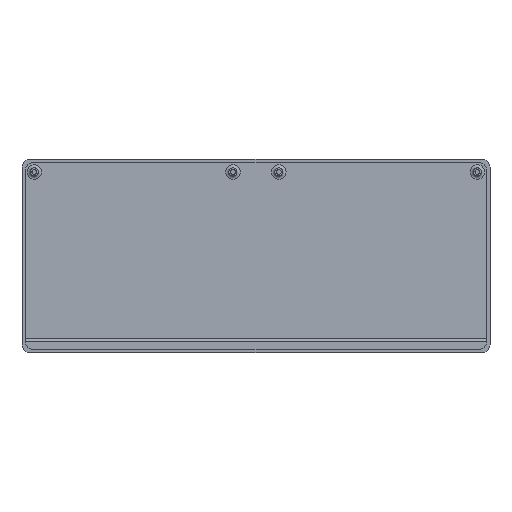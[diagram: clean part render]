
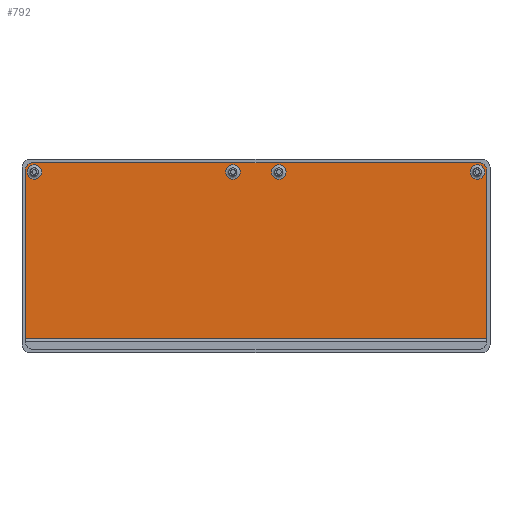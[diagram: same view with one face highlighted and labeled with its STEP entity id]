
A CAD part, top view. The second image highlights one B-rep face of the part: STEP entity #792.
In plain terms, the highlighted planar face has unit normal (0, 0, 1).
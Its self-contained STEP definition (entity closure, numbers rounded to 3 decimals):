
#19=FACE_BOUND('',#104,.T.);
#20=FACE_BOUND('',#105,.T.);
#21=FACE_BOUND('',#106,.T.);
#22=FACE_BOUND('',#107,.T.);
#29=PLANE('',#857);
#54=FACE_OUTER_BOUND('',#103,.T.);
#103=EDGE_LOOP('',(#540,#541,#542,#543,#544,#545,#546,#547,#548,#549));
#104=EDGE_LOOP('',(#550));
#105=EDGE_LOOP('',(#551));
#106=EDGE_LOOP('',(#552));
#107=EDGE_LOOP('',(#553));
#163=CIRCLE('',#858,4.75);
#164=CIRCLE('',#859,4.75);
#165=CIRCLE('',#860,4.5);
#166=CIRCLE('',#861,4.5);
#167=CIRCLE('',#862,4.5);
#168=CIRCLE('',#863,4.5);
#215=LINE('',#1232,#278);
#217=LINE('',#1240,#280);
#218=LINE('',#1242,#281);
#219=LINE('',#1244,#282);
#220=LINE('',#1248,#283);
#221=LINE('',#1250,#284);
#222=LINE('',#1252,#285);
#223=LINE('',#1255,#286);
#278=VECTOR('',#961,10.);
#280=VECTOR('',#969,10.);
#281=VECTOR('',#970,10.);
#282=VECTOR('',#971,10.);
#283=VECTOR('',#974,10.);
#284=VECTOR('',#975,10.);
#285=VECTOR('',#976,10.);
#286=VECTOR('',#979,10.);
#341=VERTEX_POINT('',#1230);
#342=VERTEX_POINT('',#1231);
#345=VERTEX_POINT('',#1239);
#346=VERTEX_POINT('',#1241);
#347=VERTEX_POINT('',#1243);
#348=VERTEX_POINT('',#1245);
#349=VERTEX_POINT('',#1247);
#350=VERTEX_POINT('',#1249);
#351=VERTEX_POINT('',#1251);
#352=VERTEX_POINT('',#1253);
#353=VERTEX_POINT('',#1256);
#354=VERTEX_POINT('',#1258);
#355=VERTEX_POINT('',#1260);
#356=VERTEX_POINT('',#1262);
#419=EDGE_CURVE('',#341,#342,#215,.T.);
#423=EDGE_CURVE('',#345,#341,#217,.T.);
#424=EDGE_CURVE('',#346,#345,#218,.T.);
#425=EDGE_CURVE('',#347,#346,#219,.T.);
#426=EDGE_CURVE('',#348,#347,#163,.T.);
#427=EDGE_CURVE('',#349,#348,#220,.T.);
#428=EDGE_CURVE('',#350,#349,#221,.T.);
#429=EDGE_CURVE('',#351,#350,#222,.T.);
#430=EDGE_CURVE('',#352,#351,#164,.T.);
#431=EDGE_CURVE('',#342,#352,#223,.T.);
#432=EDGE_CURVE('',#353,#353,#165,.T.);
#433=EDGE_CURVE('',#354,#354,#166,.T.);
#434=EDGE_CURVE('',#355,#355,#167,.T.);
#435=EDGE_CURVE('',#356,#356,#168,.T.);
#540=ORIENTED_EDGE('',*,*,#419,.F.);
#541=ORIENTED_EDGE('',*,*,#423,.F.);
#542=ORIENTED_EDGE('',*,*,#424,.F.);
#543=ORIENTED_EDGE('',*,*,#425,.F.);
#544=ORIENTED_EDGE('',*,*,#426,.F.);
#545=ORIENTED_EDGE('',*,*,#427,.F.);
#546=ORIENTED_EDGE('',*,*,#428,.F.);
#547=ORIENTED_EDGE('',*,*,#429,.F.);
#548=ORIENTED_EDGE('',*,*,#430,.F.);
#549=ORIENTED_EDGE('',*,*,#431,.F.);
#550=ORIENTED_EDGE('',*,*,#432,.F.);
#551=ORIENTED_EDGE('',*,*,#433,.F.);
#552=ORIENTED_EDGE('',*,*,#434,.F.);
#553=ORIENTED_EDGE('',*,*,#435,.F.);
#792=ADVANCED_FACE('',(#54,#19,#20,#21,#22),#29,.T.);
#857=AXIS2_PLACEMENT_3D('',#1238,#967,#968);
#858=AXIS2_PLACEMENT_3D('',#1246,#972,#973);
#859=AXIS2_PLACEMENT_3D('',#1254,#977,#978);
#860=AXIS2_PLACEMENT_3D('',#1257,#980,#981);
#861=AXIS2_PLACEMENT_3D('',#1259,#982,#983);
#862=AXIS2_PLACEMENT_3D('',#1261,#984,#985);
#863=AXIS2_PLACEMENT_3D('',#1263,#986,#987);
#961=DIRECTION('',(0.,-1.,0.));
#967=DIRECTION('center_axis',(0.,0.,1.));
#968=DIRECTION('ref_axis',(1.,0.,0.));
#969=DIRECTION('',(1.,0.,0.));
#970=DIRECTION('',(0.,1.,0.));
#971=DIRECTION('',(1.,0.,0.));
#972=DIRECTION('center_axis',(0.,0.,-1.));
#973=DIRECTION('ref_axis',(-0.707,0.707,0.));
#974=DIRECTION('',(0.,1.,0.));
#975=DIRECTION('',(-1.,0.,0.));
#976=DIRECTION('',(0.,-1.,0.));
#977=DIRECTION('center_axis',(0.,0.,-1.));
#978=DIRECTION('ref_axis',(0.707,0.707,0.));
#979=DIRECTION('',(1.,0.,0.));
#980=DIRECTION('center_axis',(0.,0.,1.));
#981=DIRECTION('ref_axis',(1.,0.,0.));
#982=DIRECTION('center_axis',(0.,0.,1.));
#983=DIRECTION('ref_axis',(1.,0.,0.));
#984=DIRECTION('center_axis',(0.,0.,1.));
#985=DIRECTION('ref_axis',(1.,0.,0.));
#986=DIRECTION('center_axis',(0.,0.,1.));
#987=DIRECTION('ref_axis',(1.,0.,0.));
#1230=CARTESIAN_POINT('',(147.137,3.,-3.));
#1231=CARTESIAN_POINT('',(147.137,1.,-3.));
#1232=CARTESIAN_POINT('',(147.137,3.,-3.));
#1238=CARTESIAN_POINT('Origin',(142.5,-57.,-3.));
#1239=CARTESIAN_POINT('',(137.863,3.,-3.));
#1240=CARTESIAN_POINT('',(73.125,3.,-3.));
#1241=CARTESIAN_POINT('',(137.863,1.,-3.));
#1242=CARTESIAN_POINT('',(137.863,3.,-3.));
#1243=CARTESIAN_POINT('',(3.75,1.,-3.));
#1244=CARTESIAN_POINT('',(211.375,1.,-3.));
#1245=CARTESIAN_POINT('',(-1.,-3.75,-3.));
#1246=CARTESIAN_POINT('Origin',(3.75,-3.75,-3.));
#1247=CARTESIAN_POINT('',(-1.,-108.,-3.));
#1248=CARTESIAN_POINT('',(-1.,-30.875,-3.));
#1249=CARTESIAN_POINT('',(286.,-108.,-3.));
#1250=CARTESIAN_POINT('',(70.75,-108.,-3.));
#1251=CARTESIAN_POINT('',(286.,-3.75,-3.));
#1252=CARTESIAN_POINT('',(286.,-83.125,-3.));
#1253=CARTESIAN_POINT('',(281.25,1.,-3.));
#1254=CARTESIAN_POINT('Origin',(281.25,-3.75,-3.));
#1255=CARTESIAN_POINT('',(211.375,1.,-3.));
#1256=CARTESIAN_POINT('',(284.664,-4.729,-3.));
#1257=CARTESIAN_POINT('Origin',(280.164,-4.729,-3.));
#1258=CARTESIAN_POINT('',(132.664,-4.729,-3.));
#1259=CARTESIAN_POINT('Origin',(128.164,-4.729,-3.));
#1260=CARTESIAN_POINT('',(161.164,-4.729,-3.));
#1261=CARTESIAN_POINT('Origin',(156.664,-4.729,-3.));
#1262=CARTESIAN_POINT('',(9.164,-4.729,-3.));
#1263=CARTESIAN_POINT('Origin',(4.664,-4.729,-3.));
